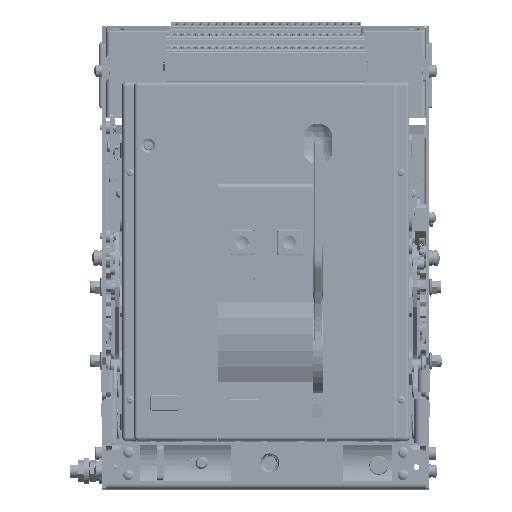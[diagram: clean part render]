
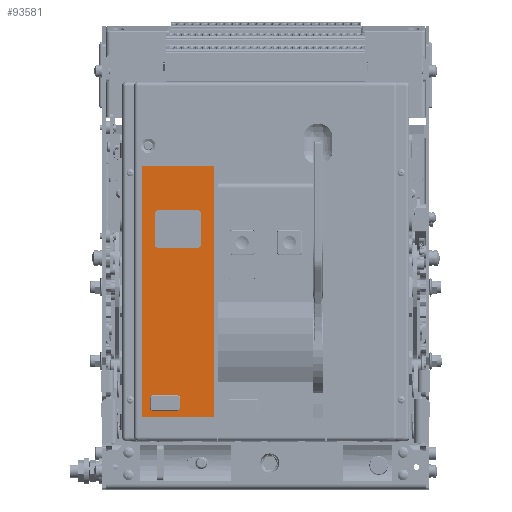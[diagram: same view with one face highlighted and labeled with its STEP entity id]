
A CAD part, top view. The second image highlights one B-rep face of the part: STEP entity #93581.
In plain terms, the highlighted planar face has unit normal (0, 0, 1).
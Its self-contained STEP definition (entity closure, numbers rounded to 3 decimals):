
#93581=ADVANCED_FACE('',(#136652,#136653,#136654),#102090,.T.);
#102090=PLANE('',#262584);
#112876=LINE('',#356882,#127665);
#112877=LINE('',#356884,#127666);
#112878=LINE('',#356886,#127667);
#112879=LINE('',#356888,#127668);
#112904=LINE('',#356963,#127693);
#112905=LINE('',#356965,#127694);
#112906=LINE('',#356967,#127695);
#112907=LINE('',#356969,#127696);
#112911=LINE('',#356978,#127700);
#112914=LINE('',#356984,#127703);
#112917=LINE('',#356990,#127706);
#112919=LINE('',#356993,#127708);
#127665=VECTOR('',#300337,1.);
#127666=VECTOR('',#300340,1.);
#127667=VECTOR('',#300343,1.);
#127668=VECTOR('',#300346,1.);
#127693=VECTOR('',#300423,1.);
#127694=VECTOR('',#300426,1.);
#127695=VECTOR('',#300429,1.);
#127696=VECTOR('',#300432,1.);
#127700=VECTOR('',#300438,1.);
#127703=VECTOR('',#300443,1.);
#127706=VECTOR('',#300448,1.);
#127708=VECTOR('',#300452,1.);
#136652=FACE_BOUND('',#145632,.T.);
#136653=FACE_BOUND('',#145633,.T.);
#136654=FACE_BOUND('',#145634,.T.);
#145632=EDGE_LOOP('',(#177116,#177117,#177118,#177119,#177120,#177121,#177122,
#177123));
#145633=EDGE_LOOP('',(#177124,#177125,#177126,#177127,#177128,#177129,#177130,
#177131));
#145634=EDGE_LOOP('',(#177132,#177133,#177134,#177135));
#177116=ORIENTED_EDGE('',*,*,#231615,.F.);
#177117=ORIENTED_EDGE('',*,*,#231607,.T.);
#177118=ORIENTED_EDGE('',*,*,#231618,.T.);
#177119=ORIENTED_EDGE('',*,*,#231603,.T.);
#177120=ORIENTED_EDGE('',*,*,#231617,.T.);
#177121=ORIENTED_EDGE('',*,*,#231595,.T.);
#177122=ORIENTED_EDGE('',*,*,#231616,.F.);
#177123=ORIENTED_EDGE('',*,*,#231599,.T.);
#177124=ORIENTED_EDGE('',*,*,#231650,.F.);
#177125=ORIENTED_EDGE('',*,*,#231656,.F.);
#177126=ORIENTED_EDGE('',*,*,#231647,.F.);
#177127=ORIENTED_EDGE('',*,*,#231657,.F.);
#177128=ORIENTED_EDGE('',*,*,#231644,.F.);
#177129=ORIENTED_EDGE('',*,*,#231655,.F.);
#177130=ORIENTED_EDGE('',*,*,#231653,.F.);
#177131=ORIENTED_EDGE('',*,*,#231658,.F.);
#177132=ORIENTED_EDGE('',*,*,#231670,.F.);
#177133=ORIENTED_EDGE('',*,*,#231662,.T.);
#177134=ORIENTED_EDGE('',*,*,#231665,.T.);
#177135=ORIENTED_EDGE('',*,*,#231668,.F.);
#210663=VERTEX_POINT('',#356842);
#210664=VERTEX_POINT('',#356843);
#210667=VERTEX_POINT('',#356851);
#210668=VERTEX_POINT('',#356852);
#210671=VERTEX_POINT('',#356860);
#210672=VERTEX_POINT('',#356861);
#210675=VERTEX_POINT('',#356869);
#210676=VERTEX_POINT('',#356870);
#210695=VERTEX_POINT('',#356939);
#210696=VERTEX_POINT('',#356941);
#210697=VERTEX_POINT('',#356945);
#210698=VERTEX_POINT('',#356947);
#210699=VERTEX_POINT('',#356951);
#210700=VERTEX_POINT('',#356953);
#210701=VERTEX_POINT('',#356957);
#210702=VERTEX_POINT('',#356959);
#210704=VERTEX_POINT('',#356973);
#210706=VERTEX_POINT('',#356977);
#210708=VERTEX_POINT('',#356983);
#210710=VERTEX_POINT('',#356989);
#231595=EDGE_CURVE('',#210663,#210664,#248064,.T.);
#231599=EDGE_CURVE('',#210667,#210668,#248066,.T.);
#231603=EDGE_CURVE('',#210671,#210672,#248068,.T.);
#231607=EDGE_CURVE('',#210675,#210676,#248070,.T.);
#231615=EDGE_CURVE('',#210675,#210668,#112876,.T.);
#231616=EDGE_CURVE('',#210667,#210664,#112877,.T.);
#231617=EDGE_CURVE('',#210672,#210663,#112878,.T.);
#231618=EDGE_CURVE('',#210676,#210671,#112879,.T.);
#231644=EDGE_CURVE('',#210695,#210696,#248080,.T.);
#231647=EDGE_CURVE('',#210697,#210698,#248081,.T.);
#231650=EDGE_CURVE('',#210699,#210700,#248082,.T.);
#231653=EDGE_CURVE('',#210701,#210702,#248083,.T.);
#231655=EDGE_CURVE('',#210702,#210695,#112904,.T.);
#231656=EDGE_CURVE('',#210698,#210699,#112905,.T.);
#231657=EDGE_CURVE('',#210696,#210697,#112906,.T.);
#231658=EDGE_CURVE('',#210700,#210701,#112907,.T.);
#231662=EDGE_CURVE('',#210704,#210706,#112911,.T.);
#231665=EDGE_CURVE('',#210706,#210708,#112914,.T.);
#231668=EDGE_CURVE('',#210710,#210708,#112917,.T.);
#231670=EDGE_CURVE('',#210704,#210710,#112919,.T.);
#248064=CIRCLE('',#262534,2.5);
#248066=CIRCLE('',#262537,2.5);
#248068=CIRCLE('',#262540,2.5);
#248070=CIRCLE('',#262543,2.5);
#248080=CIRCLE('',#262567,2.);
#248081=CIRCLE('',#262569,2.);
#248082=CIRCLE('',#262571,2.);
#248083=CIRCLE('',#262573,2.);
#262534=AXIS2_PLACEMENT_3D('',#356841,#300299,#300300);
#262537=AXIS2_PLACEMENT_3D('',#356850,#300307,#300308);
#262540=AXIS2_PLACEMENT_3D('',#356859,#300315,#300316);
#262543=AXIS2_PLACEMENT_3D('',#356868,#300323,#300324);
#262567=AXIS2_PLACEMENT_3D('',#356940,#300398,#300399);
#262569=AXIS2_PLACEMENT_3D('',#356946,#300404,#300405);
#262571=AXIS2_PLACEMENT_3D('',#356952,#300410,#300411);
#262573=AXIS2_PLACEMENT_3D('',#356958,#300416,#300417);
#262584=AXIS2_PLACEMENT_3D('',#356995,#300455,#300456);
#300299=DIRECTION('',(0.,0.,-1.));
#300300=DIRECTION('',(0.,-1.,0.));
#300307=DIRECTION('',(0.,0.,-1.));
#300308=DIRECTION('',(0.,-1.,0.));
#300315=DIRECTION('',(0.,0.,-1.));
#300316=DIRECTION('',(0.,-1.,0.));
#300323=DIRECTION('',(0.,0.,-1.));
#300324=DIRECTION('',(0.,-1.,0.));
#300337=DIRECTION('',(1.,0.,0.));
#300340=DIRECTION('',(0.,1.,0.));
#300343=DIRECTION('',(1.,0.,0.));
#300346=DIRECTION('',(0.,1.,0.));
#300398=DIRECTION('',(0.,0.,1.));
#300399=DIRECTION('',(0.,-1.,0.));
#300404=DIRECTION('',(0.,0.,1.));
#300405=DIRECTION('',(0.,-1.,0.));
#300410=DIRECTION('',(0.,0.,1.));
#300411=DIRECTION('',(0.,-1.,0.));
#300416=DIRECTION('',(0.,0.,1.));
#300417=DIRECTION('',(0.,-1.,0.));
#300423=DIRECTION('',(-1.,0.,0.));
#300426=DIRECTION('',(1.,0.,0.));
#300429=DIRECTION('',(0.,-1.,0.));
#300432=DIRECTION('',(0.,1.,0.));
#300438=DIRECTION('',(0.,-1.,0.));
#300443=DIRECTION('',(1.,0.,0.));
#300448=DIRECTION('',(0.,-1.,0.));
#300452=DIRECTION('',(1.,0.,0.));
#300455=DIRECTION('',(0.,0.,1.));
#300456=DIRECTION('',(1.,0.,0.));
#356841=CARTESIAN_POINT('',(123.5,-26.017,-112.717));
#356842=CARTESIAN_POINT('',(123.5,-23.517,-112.717));
#356843=CARTESIAN_POINT('',(126.,-26.017,-112.717));
#356850=CARTESIAN_POINT('',(123.5,-49.517,-112.717));
#356851=CARTESIAN_POINT('',(126.,-49.517,-112.717));
#356852=CARTESIAN_POINT('',(123.5,-52.017,-112.717));
#356859=CARTESIAN_POINT('',(93.5,-26.017,-112.717));
#356860=CARTESIAN_POINT('',(91.,-26.017,-112.717));
#356861=CARTESIAN_POINT('',(93.5,-23.517,-112.717));
#356868=CARTESIAN_POINT('',(93.5,-49.517,-112.717));
#356869=CARTESIAN_POINT('',(93.5,-52.017,-112.717));
#356870=CARTESIAN_POINT('',(91.,-49.517,-112.717));
#356882=CARTESIAN_POINT('',(91.,-52.017,-112.717));
#356884=CARTESIAN_POINT('',(126.,-52.017,-112.717));
#356886=CARTESIAN_POINT('',(91.,-23.517,-112.717));
#356888=CARTESIAN_POINT('',(91.,-52.017,-112.717));
#356939=CARTESIAN_POINT('',(89.2,-163.767,-112.717));
#356940=CARTESIAN_POINT('',(89.2,-165.767,-112.717));
#356941=CARTESIAN_POINT('',(87.2,-165.767,-112.717));
#356945=CARTESIAN_POINT('',(87.2,-173.267,-112.717));
#356946=CARTESIAN_POINT('',(89.2,-173.267,-112.717));
#356947=CARTESIAN_POINT('',(89.2,-175.267,-112.717));
#356951=CARTESIAN_POINT('',(108.2,-175.267,-112.717));
#356952=CARTESIAN_POINT('',(108.2,-173.267,-112.717));
#356953=CARTESIAN_POINT('',(110.2,-173.267,-112.717));
#356957=CARTESIAN_POINT('',(110.2,-165.767,-112.717));
#356958=CARTESIAN_POINT('',(108.2,-165.767,-112.717));
#356959=CARTESIAN_POINT('',(108.2,-163.767,-112.717));
#356963=CARTESIAN_POINT('',(81.5,-163.767,-112.717));
#356965=CARTESIAN_POINT('',(81.5,-175.267,-112.717));
#356967=CARTESIAN_POINT('',(87.2,9.983,-112.717));
#356969=CARTESIAN_POINT('',(110.2,9.983,-112.717));
#356973=CARTESIAN_POINT('',(81.5,9.983,-112.717));
#356977=CARTESIAN_POINT('',(81.5,-180.017,-112.717));
#356978=CARTESIAN_POINT('',(81.5,9.983,-112.717));
#356983=CARTESIAN_POINT('',(135.5,-180.017,-112.717));
#356984=CARTESIAN_POINT('',(81.5,-180.017,-112.717));
#356989=CARTESIAN_POINT('',(135.5,9.983,-112.717));
#356990=CARTESIAN_POINT('',(135.5,9.983,-112.717));
#356993=CARTESIAN_POINT('',(81.5,9.983,-112.717));
#356995=CARTESIAN_POINT('',(81.5,9.983,-112.717));
